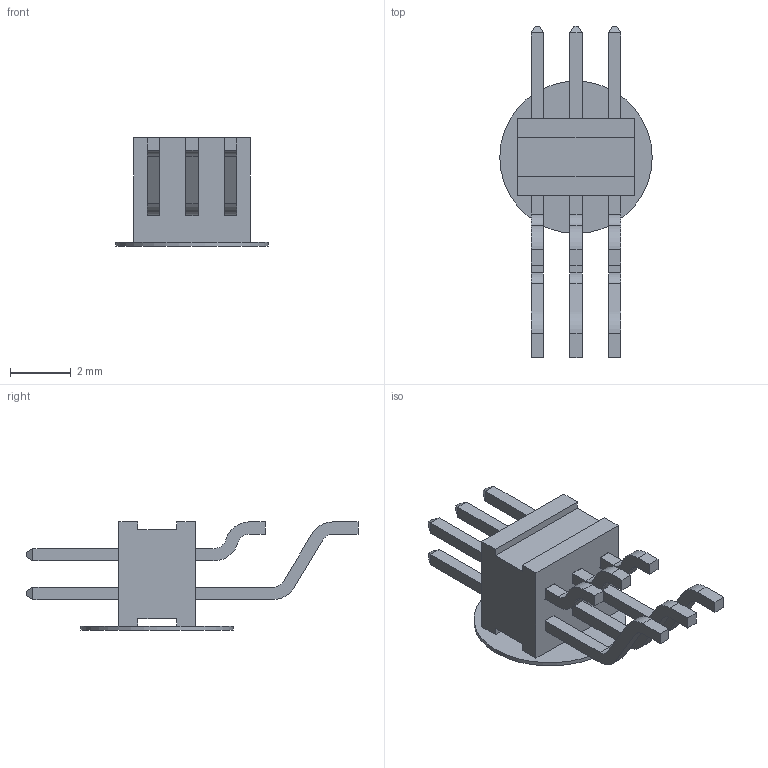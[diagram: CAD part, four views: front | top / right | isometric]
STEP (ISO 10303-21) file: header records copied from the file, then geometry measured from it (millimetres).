
FILE_DESCRIPTION(/* description */ ('STEP AP214'),/* implementation_level */ '2;1');
FILE_NAME(/* name */ 'FTSH-103-01-L-DH-C-TR',/* time_stamp */ '2023-06-14T16:26:26+02:00',/* author */ ('License CC BY-ND 4.0'),/* organization */ ('CADENAS'),/* preprocessor_version */ 'ST-DEVELOPER v19.3',/* originating_system */ 'PARTsolutions',/* authorisation */ ' ');
FILE_SCHEMA (('AUTOMOTIVE_DESIGN {1 0 10303 214 3 1 1}'));
Length unit declared in the file: inch
Products named in the file (4): FTSH-103-01-L-DH-C-TR; FTSH-103-01-L-DH-C-TR_pins2; FTSH-103-01-L-DH-C-TR_pins1; FTSH-103-01-L-DH-C-TR_body
Assembly tree (3 placements, depth 2):
  FTSH-103-01-L-DH-C-TR
    FTSH-103-01-L-DH-C-TR_pins2
    FTSH-103-01-L-DH-C-TR_pins1
    FTSH-103-01-L-DH-C-TR_body
Bounding box: 5 x 10.9 x 3.56 mm (x, y, z)
Volume: 40.6 mm3; surface area: 217.4 mm2
Topology: 3 solids, 3 shells, 167 faces, 459 edges, 298 vertices
Faces by surface type: plane 142, cylinder 25
Full cylindrical faces by diameter (mm): 5.001 x1
Entity records: 5606 total; most frequent: CARTESIAN_POINT 927, ORIENTED_EDGE 916, DIRECTION 850, EDGE_CURVE 458, LINE 408, VECTOR 408, VERTEX_POINT 298, AXIS2_PLACEMENT_3D 221
